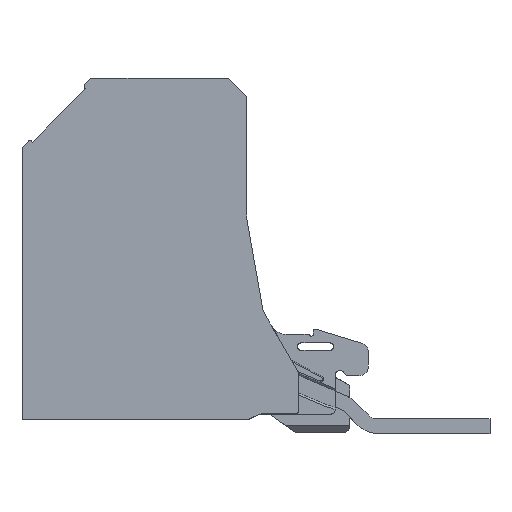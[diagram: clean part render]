
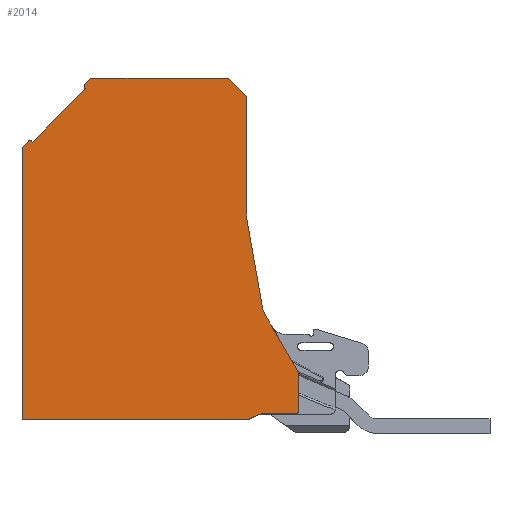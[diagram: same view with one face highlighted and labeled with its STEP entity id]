
A CAD part, top view. The second image highlights one B-rep face of the part: STEP entity #2014.
In plain terms, the highlighted planar face has unit normal (0, 0, 1).
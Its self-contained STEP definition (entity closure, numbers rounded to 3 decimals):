
#139=DIRECTION('',(0.,-1.,0.));
#140=VECTOR('',#139,22.393);
#141=CARTESIAN_POINT('',(-19.5,17.043,3.3));
#142=LINE('',#141,#140);
#165=DIRECTION('',(1.,0.,0.));
#166=VECTOR('',#165,11.343);
#167=CARTESIAN_POINT('',(-13.843,22.7,3.3));
#168=LINE('',#167,#166);
#169=DIRECTION('',(-0.707,0.707,0.));
#170=VECTOR('',#169,2.121);
#171=CARTESIAN_POINT('',(-1.,21.2,3.3));
#172=LINE('',#171,#170);
#173=DIRECTION('',(-0.174,0.985,0.));
#174=VECTOR('',#173,7.656);
#175=CARTESIAN_POINT('',(0.329,3.599,3.3));
#176=LINE('',#175,#174);
#177=CARTESIAN_POINT('',(0.625,3.651,3.3));
#178=DIRECTION('',(0.,0.,-1.));
#179=DIRECTION('',(-0.866,-0.5,0.));
#180=AXIS2_PLACEMENT_3D('',#177,#178,#179);
#182=DIRECTION('',(-0.5,0.866,0.));
#183=VECTOR('',#182,5.77);
#184=CARTESIAN_POINT('',(3.25,-1.496,3.3));
#185=LINE('',#184,#183);
#186=DIRECTION('',(0.,1.,0.));
#187=VECTOR('',#186,3.154);
#188=CARTESIAN_POINT('',(3.25,-4.65,3.3));
#189=LINE('',#188,#187);
#190=CARTESIAN_POINT('',(3.,-4.65,3.3));
#191=DIRECTION('',(0.,0.,1.));
#192=DIRECTION('',(0.,-1.,0.));
#193=AXIS2_PLACEMENT_3D('',#190,#191,#192);
#195=DIRECTION('',(1.,0.,0.));
#196=VECTOR('',#195,2.813);
#197=CARTESIAN_POINT('',(0.187,-4.9,3.3));
#198=LINE('',#197,#196);
#199=CARTESIAN_POINT('',(0.187,-5.4,3.3));
#200=DIRECTION('',(0.,0.,-1.));
#201=DIRECTION('',(-0.423,0.906,0.));
#202=AXIS2_PLACEMENT_3D('',#199,#200,#201);
#204=DIRECTION('',(0.906,0.423,0.));
#205=VECTOR('',#204,0.954);
#206=CARTESIAN_POINT('',(-0.889,-5.35,3.3));
#207=LINE('',#206,#205);
#208=DIRECTION('',(1.,0.,0.));
#209=VECTOR('',#208,18.611);
#210=CARTESIAN_POINT('',(-19.5,-5.35,3.3));
#211=LINE('',#210,#209);
#212=DIRECTION('',(-0.707,-0.707,0.));
#213=VECTOR('',#212,0.7);
#214=CARTESIAN_POINT('',(-19.005,17.538,3.3));
#215=LINE('',#214,#213);
#216=CARTESIAN_POINT('',(-18.864,17.397,3.3));
#217=DIRECTION('',(0.,0.,1.));
#218=DIRECTION('',(0.707,0.707,0.));
#219=AXIS2_PLACEMENT_3D('',#216,#217,#218);
#221=DIRECTION('',(-0.707,0.707,0.));
#222=VECTOR('',#221,0.1);
#223=CARTESIAN_POINT('',(-18.651,17.467,3.3));
#224=LINE('',#223,#222);
#225=DIRECTION('',(-0.707,-0.707,0.));
#226=VECTOR('',#225,6.2);
#227=CARTESIAN_POINT('',(-14.267,21.851,3.3));
#228=LINE('',#227,#226);
#229=DIRECTION('',(0.707,-0.707,0.));
#230=VECTOR('',#229,0.1);
#231=CARTESIAN_POINT('',(-14.338,21.922,3.3));
#232=LINE('',#231,#230);
#233=CARTESIAN_POINT('',(-14.197,22.064,3.3));
#234=DIRECTION('',(0.,0.,1.));
#235=DIRECTION('',(-0.707,0.707,0.));
#236=AXIS2_PLACEMENT_3D('',#233,#234,#235);
#238=DIRECTION('',(-0.707,-0.707,0.));
#239=VECTOR('',#238,0.7);
#240=CARTESIAN_POINT('',(-13.843,22.7,3.3));
#241=LINE('',#240,#239);
#340=DIRECTION('',(0.,1.,0.));
#341=VECTOR('',#340,10.062);
#342=CARTESIAN_POINT('',(-1.,11.138,3.3));
#343=LINE('',#342,#341);
#1651=CARTESIAN_POINT('',(-13.843,22.7,3.3));
#1652=CARTESIAN_POINT('',(-14.338,22.205,3.3));
#1653=VERTEX_POINT('',#1651);
#1654=VERTEX_POINT('',#1652);
#1655=CARTESIAN_POINT('',(-14.338,21.922,3.3));
#1656=VERTEX_POINT('',#1655);
#1657=CARTESIAN_POINT('',(-14.267,21.851,3.3));
#1658=VERTEX_POINT('',#1657);
#1659=CARTESIAN_POINT('',(-18.651,17.467,3.3));
#1660=VERTEX_POINT('',#1659);
#1661=CARTESIAN_POINT('',(-18.722,17.538,3.3));
#1662=VERTEX_POINT('',#1661);
#1663=CARTESIAN_POINT('',(-19.005,17.538,3.3));
#1664=VERTEX_POINT('',#1663);
#1665=CARTESIAN_POINT('',(-19.5,17.043,3.3));
#1666=VERTEX_POINT('',#1665);
#1667=CARTESIAN_POINT('',(-19.5,-5.35,3.3));
#1668=CARTESIAN_POINT('',(-0.889,-5.35,3.3));
#1669=VERTEX_POINT('',#1667);
#1670=VERTEX_POINT('',#1668);
#1671=CARTESIAN_POINT('',(-0.025,-4.947,3.3));
#1672=VERTEX_POINT('',#1671);
#1673=CARTESIAN_POINT('',(0.187,-4.9,3.3));
#1674=VERTEX_POINT('',#1673);
#1675=CARTESIAN_POINT('',(3.,-4.9,3.3));
#1676=VERTEX_POINT('',#1675);
#1677=CARTESIAN_POINT('',(3.25,-4.65,3.3));
#1678=VERTEX_POINT('',#1677);
#1679=CARTESIAN_POINT('',(3.25,-1.496,3.3));
#1680=VERTEX_POINT('',#1679);
#1681=CARTESIAN_POINT('',(0.365,3.501,3.3));
#1682=VERTEX_POINT('',#1681);
#1683=CARTESIAN_POINT('',(0.329,3.599,3.3));
#1684=VERTEX_POINT('',#1683);
#1685=CARTESIAN_POINT('',(-1.,11.138,3.3));
#1686=VERTEX_POINT('',#1685);
#1687=CARTESIAN_POINT('',(-1.,21.2,3.3));
#1688=CARTESIAN_POINT('',(-2.5,22.7,3.3));
#1689=VERTEX_POINT('',#1687);
#1690=VERTEX_POINT('',#1688);
#1972=CARTESIAN_POINT('',(-1.,19.661,3.3));
#1973=DIRECTION('',(0.,0.,1.));
#1974=DIRECTION('',(0.,-1.,0.));
#1975=AXIS2_PLACEMENT_3D('',#1972,#1973,#1974);
#1976=PLANE('',#1975);
#1978=ORIENTED_EDGE('',*,*,#1977,.T.);
#1980=ORIENTED_EDGE('',*,*,#1979,.F.);
#1982=ORIENTED_EDGE('',*,*,#1981,.F.);
#1984=ORIENTED_EDGE('',*,*,#1983,.F.);
#1986=ORIENTED_EDGE('',*,*,#1985,.F.);
#1988=ORIENTED_EDGE('',*,*,#1987,.F.);
#1990=ORIENTED_EDGE('',*,*,#1989,.F.);
#1992=ORIENTED_EDGE('',*,*,#1991,.F.);
#1993=ORIENTED_EDGE('',*,*,#1822,.F.);
#1994=ORIENTED_EDGE('',*,*,#1850,.F.);
#1995=ORIENTED_EDGE('',*,*,#1867,.F.);
#1996=ORIENTED_EDGE('',*,*,#1933,.F.);
#1997=ORIENTED_EDGE('',*,*,#1945,.F.);
#1999=ORIENTED_EDGE('',*,*,#1998,.F.);
#2001=ORIENTED_EDGE('',*,*,#2000,.F.);
#2003=ORIENTED_EDGE('',*,*,#2002,.F.);
#2005=ORIENTED_EDGE('',*,*,#2004,.F.);
#2007=ORIENTED_EDGE('',*,*,#2006,.F.);
#2009=ORIENTED_EDGE('',*,*,#2008,.F.);
#2011=ORIENTED_EDGE('',*,*,#2010,.F.);
#2012=EDGE_LOOP('',(#1978,#1980,#1982,#1984,#1986,#1988,#1990,#1992,#1993,#1994,
#1995,#1996,#1997,#1999,#2001,#2003,#2005,#2007,#2009,#2011));
#2013=FACE_OUTER_BOUND('',#2012,.F.);
#2014=ADVANCED_FACE('',(#2013),#1976,.T.);
#181=CIRCLE('',#180,0.3);
#194=CIRCLE('',#193,0.25);
#203=CIRCLE('',#202,0.5);
#220=CIRCLE('',#219,0.2);
#237=CIRCLE('',#236,0.2);
#1822=EDGE_CURVE('',#1674,#1676,#198,.T.);
#1850=EDGE_CURVE('',#1672,#1674,#203,.T.);
#1867=EDGE_CURVE('',#1670,#1672,#207,.T.);
#1933=EDGE_CURVE('',#1669,#1670,#211,.T.);
#1945=EDGE_CURVE('',#1666,#1669,#142,.T.);
#1977=EDGE_CURVE('',#1653,#1690,#168,.T.);
#1979=EDGE_CURVE('',#1689,#1690,#172,.T.);
#1981=EDGE_CURVE('',#1686,#1689,#343,.T.);
#1983=EDGE_CURVE('',#1684,#1686,#176,.T.);
#1985=EDGE_CURVE('',#1682,#1684,#181,.T.);
#1987=EDGE_CURVE('',#1680,#1682,#185,.T.);
#1989=EDGE_CURVE('',#1678,#1680,#189,.T.);
#1991=EDGE_CURVE('',#1676,#1678,#194,.T.);
#1998=EDGE_CURVE('',#1664,#1666,#215,.T.);
#2000=EDGE_CURVE('',#1662,#1664,#220,.T.);
#2002=EDGE_CURVE('',#1660,#1662,#224,.T.);
#2004=EDGE_CURVE('',#1658,#1660,#228,.T.);
#2006=EDGE_CURVE('',#1656,#1658,#232,.T.);
#2008=EDGE_CURVE('',#1654,#1656,#237,.T.);
#2010=EDGE_CURVE('',#1653,#1654,#241,.T.);
